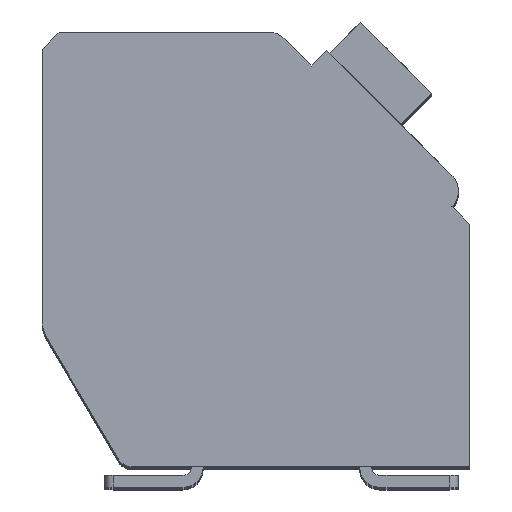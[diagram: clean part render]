
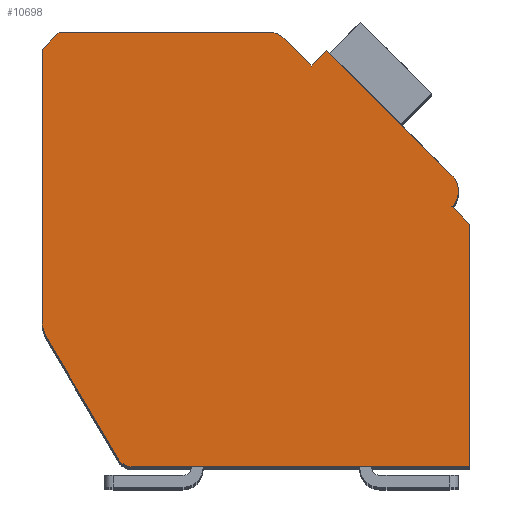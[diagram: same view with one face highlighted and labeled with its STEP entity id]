
A CAD part, top view. The second image highlights one B-rep face of the part: STEP entity #10698.
In plain terms, the highlighted planar face has unit normal (0, 0, 1).
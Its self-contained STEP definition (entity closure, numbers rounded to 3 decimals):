
#252=DIRECTION('',(0.,-1.,0.));
#253=VECTOR('',#252,8.053);
#254=CARTESIAN_POINT('',(-12.7,12.4,2.1));
#255=LINE('',#254,#253);
#256=DIRECTION('',(-0.707,-0.707,0.));
#257=VECTOR('',#256,0.707);
#258=CARTESIAN_POINT('',(-12.2,12.9,2.1));
#259=LINE('',#258,#257);
#260=DIRECTION('',(-1.,0.,0.));
#261=VECTOR('',#260,6.298);
#262=CARTESIAN_POINT('',(-5.902,12.9,2.1));
#263=LINE('',#262,#261);
#264=CARTESIAN_POINT('',(-5.902,12.4,2.1));
#265=DIRECTION('',(0.,0.,1.));
#266=DIRECTION('',(0.707,0.707,0.));
#267=AXIS2_PLACEMENT_3D('',#264,#265,#266);
#269=DIRECTION('',(-0.707,0.707,0.));
#270=VECTOR('',#269,1.197);
#271=CARTESIAN_POINT('',(-4.702,11.907,2.1));
#272=LINE('',#271,#270);
#273=DIRECTION('',(-0.707,-0.707,0.));
#274=VECTOR('',#273,0.65);
#275=CARTESIAN_POINT('',(-4.243,12.367,2.1));
#276=LINE('',#275,#274);
#277=DIRECTION('',(-0.707,0.707,0.));
#278=VECTOR('',#277,5.25);
#279=CARTESIAN_POINT('',(-0.53,8.655,2.1));
#280=LINE('',#279,#278);
#281=CARTESIAN_POINT('',(-0.99,8.195,2.1));
#282=DIRECTION('',(0.,0.,1.));
#283=DIRECTION('',(0.707,-0.707,0.));
#284=AXIS2_PLACEMENT_3D('',#281,#282,#283);
#286=DIRECTION('',(-0.707,0.707,0.));
#287=VECTOR('',#286,0.75);
#288=CARTESIAN_POINT('',(0.,7.205,2.1));
#289=LINE('',#288,#287);
#290=DIRECTION('',(0.,1.,0.));
#291=VECTOR('',#290,7.205);
#292=CARTESIAN_POINT('',(0.,0.,2.1));
#293=LINE('',#292,#291);
#294=DIRECTION('',(1.,0.,0.));
#295=VECTOR('',#294,10.014);
#296=CARTESIAN_POINT('',(-10.014,0.,2.1));
#297=LINE('',#296,#295);
#298=CARTESIAN_POINT('',(-10.014,0.5,2.1));
#299=DIRECTION('',(0.,0.,1.));
#300=DIRECTION('',(-0.862,-0.508,0.));
#301=AXIS2_PLACEMENT_3D('',#298,#299,#300);
#303=DIRECTION('',(0.508,-0.862,0.));
#304=VECTOR('',#303,4.17);
#305=CARTESIAN_POINT('',(-12.562,3.839,2.1));
#306=LINE('',#305,#304);
#307=CARTESIAN_POINT('',(-11.7,4.347,2.1));
#308=DIRECTION('',(0.,0.,1.));
#309=DIRECTION('',(-1.,0.,0.));
#310=AXIS2_PLACEMENT_3D('',#307,#308,#309);
#8033=CARTESIAN_POINT('',(-12.7,12.4,2.1));
#8034=CARTESIAN_POINT('',(-12.7,4.347,2.1));
#8035=VERTEX_POINT('',#8033);
#8036=VERTEX_POINT('',#8034);
#8037=CARTESIAN_POINT('',(-12.562,3.839,2.1));
#8038=VERTEX_POINT('',#8037);
#8039=CARTESIAN_POINT('',(-10.445,0.246,2.1));
#8040=VERTEX_POINT('',#8039);
#8041=CARTESIAN_POINT('',(-10.014,0.,2.1));
#8042=VERTEX_POINT('',#8041);
#8043=CARTESIAN_POINT('',(0.,0.,2.1));
#8044=VERTEX_POINT('',#8043);
#8045=CARTESIAN_POINT('',(0.,7.205,2.1));
#8046=VERTEX_POINT('',#8045);
#8047=CARTESIAN_POINT('',(-0.53,7.735,2.1));
#8048=VERTEX_POINT('',#8047);
#8049=CARTESIAN_POINT('',(-0.53,8.655,2.1));
#8050=VERTEX_POINT('',#8049);
#8051=CARTESIAN_POINT('',(-4.243,12.367,2.1));
#8052=VERTEX_POINT('',#8051);
#8053=CARTESIAN_POINT('',(-4.702,11.907,2.1));
#8054=VERTEX_POINT('',#8053);
#8055=CARTESIAN_POINT('',(-5.548,12.754,2.1));
#8056=VERTEX_POINT('',#8055);
#8057=CARTESIAN_POINT('',(-5.902,12.9,2.1));
#8058=VERTEX_POINT('',#8057);
#8059=CARTESIAN_POINT('',(-12.2,12.9,2.1));
#8060=VERTEX_POINT('',#8059);
#10665=CARTESIAN_POINT('',(0.,0.,2.1));
#10666=DIRECTION('',(0.,0.,1.));
#10667=DIRECTION('',(1.,0.,0.));
#10668=AXIS2_PLACEMENT_3D('',#10665,#10666,#10667);
#10669=PLANE('',#10668);
#10670=ORIENTED_EDGE('',*,*,#10464,.F.);
#10672=ORIENTED_EDGE('',*,*,#10671,.F.);
#10674=ORIENTED_EDGE('',*,*,#10673,.F.);
#10676=ORIENTED_EDGE('',*,*,#10675,.F.);
#10678=ORIENTED_EDGE('',*,*,#10677,.F.);
#10680=ORIENTED_EDGE('',*,*,#10679,.F.);
#10682=ORIENTED_EDGE('',*,*,#10681,.F.);
#10684=ORIENTED_EDGE('',*,*,#10683,.F.);
#10686=ORIENTED_EDGE('',*,*,#10685,.F.);
#10688=ORIENTED_EDGE('',*,*,#10687,.F.);
#10690=ORIENTED_EDGE('',*,*,#10689,.F.);
#10692=ORIENTED_EDGE('',*,*,#10691,.F.);
#10694=ORIENTED_EDGE('',*,*,#10693,.F.);
#10695=ORIENTED_EDGE('',*,*,#10553,.F.);
#10696=EDGE_LOOP('',(#10670,#10672,#10674,#10676,#10678,#10680,#10682,#10684,
#10686,#10688,#10690,#10692,#10694,#10695));
#10697=FACE_OUTER_BOUND('',#10696,.F.);
#268=CIRCLE('',#267,0.5);
#285=CIRCLE('',#284,0.65);
#302=CIRCLE('',#301,0.5);
#311=CIRCLE('',#310,1.);
#10464=EDGE_CURVE('',#8035,#8036,#255,.T.);
#10553=EDGE_CURVE('',#8036,#8038,#311,.T.);
#10671=EDGE_CURVE('',#8060,#8035,#259,.T.);
#10673=EDGE_CURVE('',#8058,#8060,#263,.T.);
#10675=EDGE_CURVE('',#8056,#8058,#268,.T.);
#10677=EDGE_CURVE('',#8054,#8056,#272,.T.);
#10679=EDGE_CURVE('',#8052,#8054,#276,.T.);
#10681=EDGE_CURVE('',#8050,#8052,#280,.T.);
#10683=EDGE_CURVE('',#8048,#8050,#285,.T.);
#10685=EDGE_CURVE('',#8046,#8048,#289,.T.);
#10687=EDGE_CURVE('',#8044,#8046,#293,.T.);
#10689=EDGE_CURVE('',#8042,#8044,#297,.T.);
#10691=EDGE_CURVE('',#8040,#8042,#302,.T.);
#10693=EDGE_CURVE('',#8038,#8040,#306,.T.);
#10698=ADVANCED_FACE('',(#10697),#10669,.T.);
